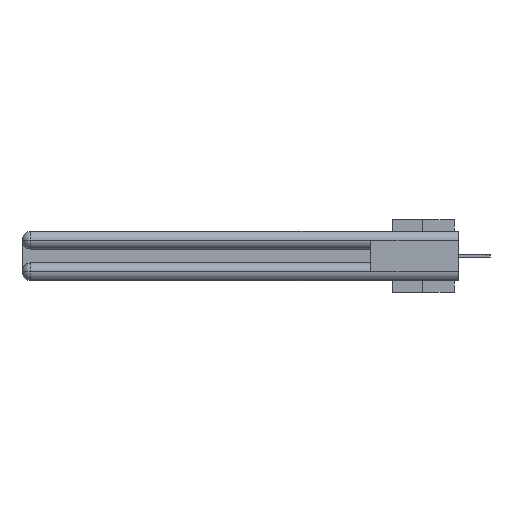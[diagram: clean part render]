
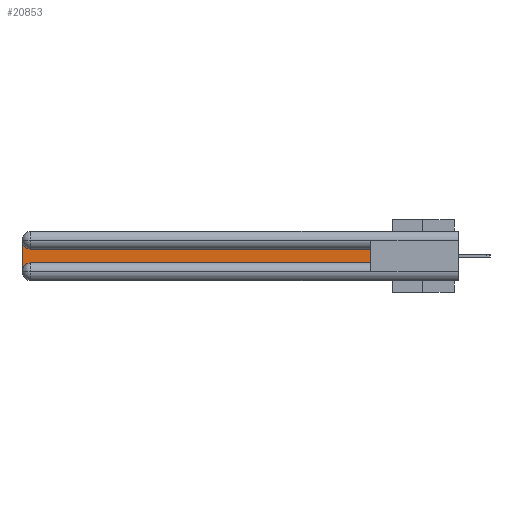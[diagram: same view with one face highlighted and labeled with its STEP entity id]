
A CAD part, left-side view. The second image highlights one B-rep face of the part: STEP entity #20853.
In plain terms, the highlighted planar face has unit normal (-1, 0, 0).
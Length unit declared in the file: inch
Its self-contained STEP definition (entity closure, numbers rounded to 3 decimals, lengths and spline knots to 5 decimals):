
#247 = CARTESIAN_POINT ( 'NONE',  ( 0.075, 0.6, -0.2175 ) ) ;
#902 = AXIS2_PLACEMENT_3D ( 'NONE', #11656, #20006, #32772 ) ;
#2059 = CARTESIAN_POINT ( 'NONE',  ( 0.075, 3., -0.2175 ) ) ;
#2081 = VECTOR ( 'NONE', #28846, 39.37008 ) ;
#2289 = CARTESIAN_POINT ( 'NONE',  ( 0.075, 3., -0.2775 ) ) ;
#2291 = VERTEX_POINT ( 'NONE', #29546 ) ;
#5892 = CIRCLE ( 'NONE', #23177, 0.06 ) ;
#5905 = CARTESIAN_POINT ( 'NONE',  ( 0.075, 2.94, -0.1225 ) ) ;
#6589 = FACE_OUTER_BOUND ( 'NONE', #15627, .T. ) ;
#6696 = CARTESIAN_POINT ( 'NONE',  ( 0.075, 2.94, -0.0625 ) ) ;
#6818 = CARTESIAN_POINT ( 'NONE',  ( 0.075, 2.94, -0.2775 ) ) ;
#7428 = EDGE_CURVE ( 'NONE', #24224, #29156, #5892, .T. ) ;
#8166 = ORIENTED_EDGE ( 'NONE', *, *, #30805, .T. ) ;
#9772 = LINE ( 'NONE', #2059, #19292 ) ;
#11057 = CIRCLE ( 'NONE', #12747, 0.06 ) ;
#11343 = ORIENTED_EDGE ( 'NONE', *, *, #7428, .T. ) ;
#11656 = CARTESIAN_POINT ( 'NONE',  ( 0.075, 3., -0.1225 ) ) ;
#12072 = DIRECTION ( 'NONE',  ( 1., 0., 0. ) ) ;
#12107 = ORIENTED_EDGE ( 'NONE', *, *, #26658, .T. ) ;
#12274 = EDGE_CURVE ( 'NONE', #2291, #24224, #9772, .T. ) ;
#12308 = DIRECTION ( 'NONE',  ( 1., 0., 0. ) ) ;
#12747 = AXIS2_PLACEMENT_3D ( 'NONE', #6696, #12308, #30253 ) ;
#13411 = EDGE_CURVE ( 'NONE', #24043, #26061, #20812, .T. ) ;
#13957 = CARTESIAN_POINT ( 'NONE',  ( 0.075, 0.6, -0.1225 ) ) ;
#15152 = LINE ( 'NONE', #25757, #22280 ) ;
#15439 = CARTESIAN_POINT ( 'NONE',  ( 0.075, 0.6, -0.2175 ) ) ;
#15627 = EDGE_LOOP ( 'NONE', ( #12107, #32043, #21473, #11343, #8166, #23700 ) ) ;
#17465 = DIRECTION ( 'NONE',  ( 0., 0., -1. ) ) ;
#19292 = VECTOR ( 'NONE', #31041, 39.37008 ) ;
#20006 = DIRECTION ( 'NONE',  ( 1., 0., 0. ) ) ;
#20812 = LINE ( 'NONE', #15439, #2081 ) ;
#20853 = ADVANCED_FACE ( 'NONE', ( #6589 ), #30298, .F. ) ;
#21050 = CARTESIAN_POINT ( 'NONE',  ( 0.075, 2.94, -0.2175 ) ) ;
#21473 = ORIENTED_EDGE ( 'NONE', *, *, #12274, .T. ) ;
#22280 = VECTOR ( 'NONE', #34153, 39.37008 ) ;
#22868 = VECTOR ( 'NONE', #29964, 39.37008 ) ;
#23177 = AXIS2_PLACEMENT_3D ( 'NONE', #6818, #12072, #17465 ) ;
#23700 = ORIENTED_EDGE ( 'NONE', *, *, #13411, .T. ) ;
#24043 = VERTEX_POINT ( 'NONE', #247 ) ;
#24224 = VERTEX_POINT ( 'NONE', #2289 ) ;
#25757 = CARTESIAN_POINT ( 'NONE',  ( 0.075, 0.6, -0.2175 ) ) ;
#26061 = VERTEX_POINT ( 'NONE', #34257 ) ;
#26658 = EDGE_CURVE ( 'NONE', #26061, #27883, #27177, .T. ) ;
#27177 = LINE ( 'NONE', #13957, #22868 ) ;
#27883 = VERTEX_POINT ( 'NONE', #5905 ) ;
#28846 = DIRECTION ( 'NONE',  ( 0., 0., 1. ) ) ;
#29156 = VERTEX_POINT ( 'NONE', #21050 ) ;
#29370 = EDGE_CURVE ( 'NONE', #27883, #2291, #11057, .T. ) ;
#29546 = CARTESIAN_POINT ( 'NONE',  ( 0.075, 3., -0.0625 ) ) ;
#29964 = DIRECTION ( 'NONE',  ( 0., 1., 0. ) ) ;
#30253 = DIRECTION ( 'NONE',  ( 0., 0., -1. ) ) ;
#30298 = PLANE ( 'NONE',  #902 ) ;
#30805 = EDGE_CURVE ( 'NONE', #29156, #24043, #15152, .T. ) ;
#31041 = DIRECTION ( 'NONE',  ( 0., 0., -1. ) ) ;
#32043 = ORIENTED_EDGE ( 'NONE', *, *, #29370, .T. ) ;
#32772 = DIRECTION ( 'NONE',  ( 0., 0., -1. ) ) ;
#34153 = DIRECTION ( 'NONE',  ( 0., -1., 0. ) ) ;
#34257 = CARTESIAN_POINT ( 'NONE',  ( 0.075, 0.6, -0.1225 ) ) ;
